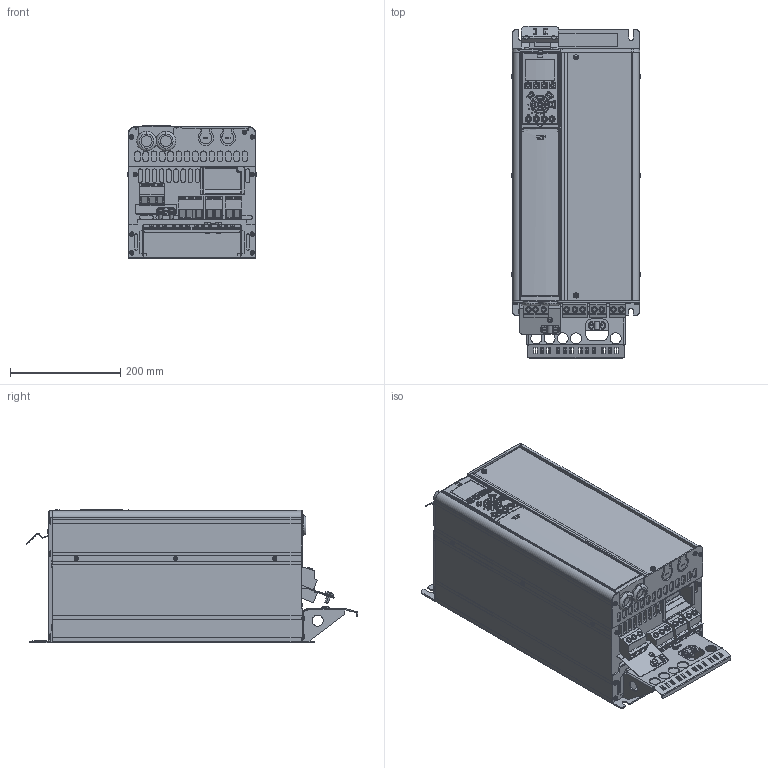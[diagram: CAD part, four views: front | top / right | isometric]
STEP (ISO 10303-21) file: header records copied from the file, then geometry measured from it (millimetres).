
FILE_DESCRIPTION((''),'2;1');
FILE_NAME('DANFOSS-FC200-B4-IP20-OPT-119','2019-09-06T',('U322080'),(''),'CREO PARAMETRIC BY PTC INC, 2018070','CREO PARAMETRIC BY PTC INC, 2018070','');
FILE_SCHEMA(('CONFIG_CONTROL_DESIGN'));
Products named in the file (1): DANFOSS-FC200-B4-IP20-OPT-119
Bounding box: 236 x 602.49 x 242.01 mm (x, y, z)
Volume: 21995292.2 mm3; surface area: 1401870.8 mm2
Topology: 1 solids, 30 shells, 4255 faces, 11543 edges, 7412 vertices
Faces by surface type: plane 2286, cylinder 1146, bspline 475, torus 162, cone 78, sphere 76, extrusion 32
Entity records: 177807 total; most frequent: CARTESIAN_POINT 60906, ORIENTED_EDGE 22840, DIRECTION 17744, EDGE_CURVE 11420, VERTEX_POINT 7408, VECTOR 6268, LINE 6236, AXIS2_PLACEMENT_3D 5738
